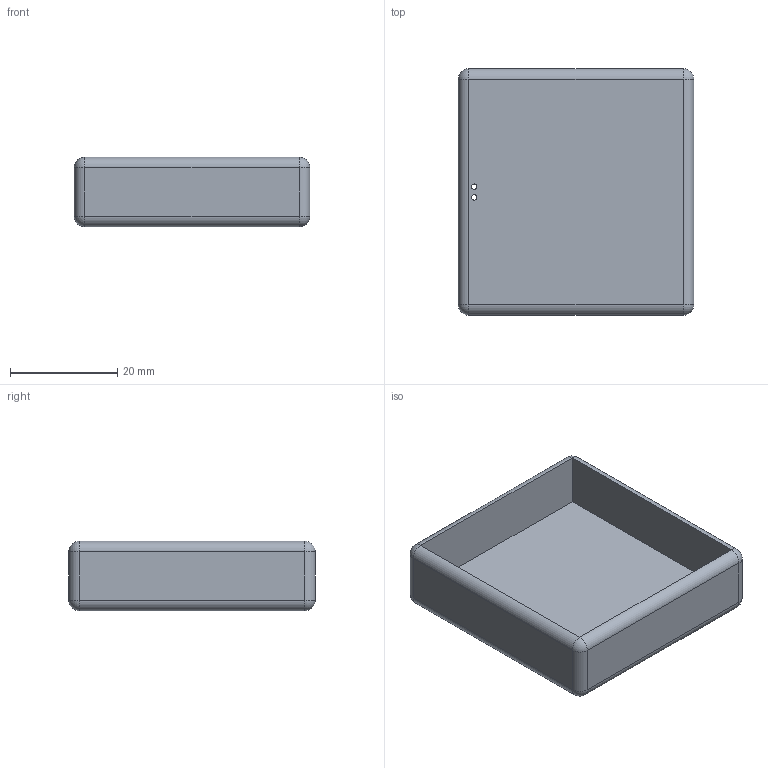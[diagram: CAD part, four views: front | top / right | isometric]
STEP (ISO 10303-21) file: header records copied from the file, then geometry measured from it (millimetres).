
FILE_DESCRIPTION (( 'STEP AP214' ), '1' );
FILE_NAME ('虯裔.STEP', '2021-04-18T02:19:24', ( '' ), ( '' ), 'SwSTEP 2.0', 'SolidWorks 2018', '' );
FILE_SCHEMA (( 'AUTOMOTIVE_DESIGN' ));
Length unit declared in the file: millimetre
Products named in the file (1): 虯裔
Bounding box: 44 x 46 x 13 mm (x, y, z)
Volume: 9164.3 mm3; surface area: 7685.5 mm2
Topology: 1 solids, 1 shells, 34 faces, 76 edges, 36 vertices
Faces by surface type: cylinder 16, plane 10, sphere 8
Entity records: 902 total; most frequent: DIRECTION 170, CARTESIAN_POINT 139, ORIENTED_EDGE 136, EDGE_CURVE 68, AXIS2_PLACEMENT_3D 67, EDGE_LOOP 38, VERTEX_POINT 36, LINE 36
